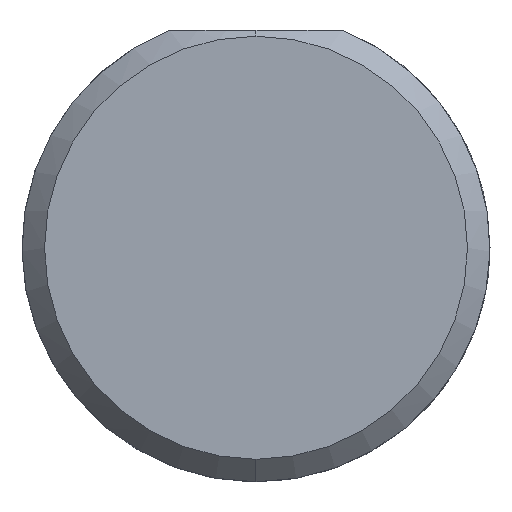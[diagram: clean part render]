
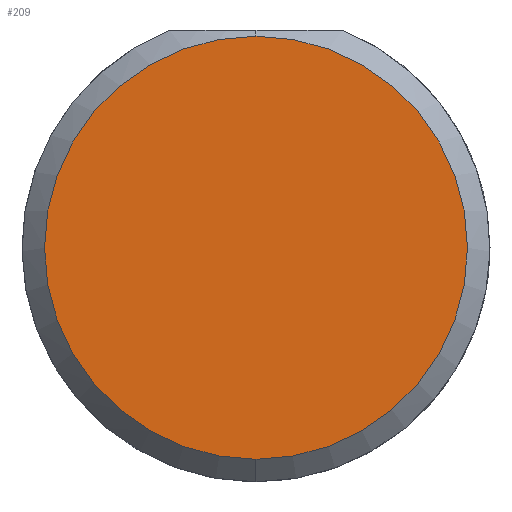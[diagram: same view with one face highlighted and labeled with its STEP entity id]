
A CAD part, left-side view. The second image highlights one B-rep face of the part: STEP entity #209.
In plain terms, the highlighted planar face has unit normal (-1, 0, 0).
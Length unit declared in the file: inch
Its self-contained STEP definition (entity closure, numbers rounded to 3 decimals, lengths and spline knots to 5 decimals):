
#48 = CARTESIAN_POINT ( 'NONE',  ( 0., 0., 0. ) ) ;
#151 = CARTESIAN_POINT ( 'NONE',  ( 0., 0., -0.1411 ) ) ;
#178 = AXIS2_PLACEMENT_3D ( 'NONE', #686, #526, #592 ) ;
#209 = ADVANCED_FACE ( 'NONE', ( #839 ), #752, .F. ) ;
#234 = VERTEX_POINT ( 'NONE', #151 ) ;
#278 = DIRECTION ( 'NONE',  ( 1., 0., 0. ) ) ;
#337 = CARTESIAN_POINT ( 'NONE',  ( 0., 0., 0.1411 ) ) ;
#344 = AXIS2_PLACEMENT_3D ( 'NONE', #599, #745, #809 ) ;
#433 = DIRECTION ( 'NONE',  ( 0., 0., -1. ) ) ;
#455 = EDGE_LOOP ( 'NONE', ( #498, #657 ) ) ;
#498 = ORIENTED_EDGE ( 'NONE', *, *, #594, .T. ) ;
#526 = DIRECTION ( 'NONE',  ( -1., 0., 0. ) ) ;
#592 = DIRECTION ( 'NONE',  ( 0., 0., -1. ) ) ;
#594 = EDGE_CURVE ( 'NONE', #234, #805, #861, .T. ) ;
#599 = CARTESIAN_POINT ( 'NONE',  ( 0., 0., 0. ) ) ;
#657 = ORIENTED_EDGE ( 'NONE', *, *, #866, .T. ) ;
#686 = CARTESIAN_POINT ( 'NONE',  ( 0., 0., 0. ) ) ;
#712 = CIRCLE ( 'NONE', #344, 0.1411 ) ;
#745 = DIRECTION ( 'NONE',  ( -1., 0., 0. ) ) ;
#752 = PLANE ( 'NONE',  #890 ) ;
#805 = VERTEX_POINT ( 'NONE', #337 ) ;
#809 = DIRECTION ( 'NONE',  ( 0., 0., -1. ) ) ;
#839 = FACE_OUTER_BOUND ( 'NONE', #455, .T. ) ;
#861 = CIRCLE ( 'NONE', #178, 0.1411 ) ;
#866 = EDGE_CURVE ( 'NONE', #805, #234, #712, .T. ) ;
#890 = AXIS2_PLACEMENT_3D ( 'NONE', #48, #278, #433 ) ;
